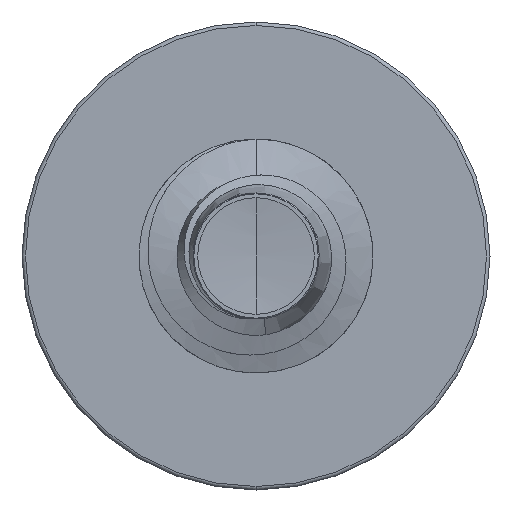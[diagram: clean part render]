
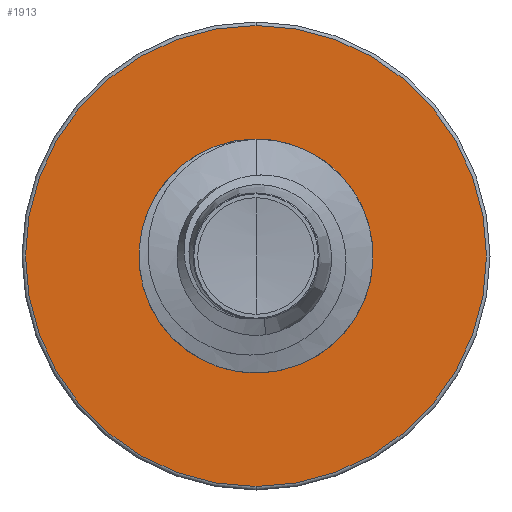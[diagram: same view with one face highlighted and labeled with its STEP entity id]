
A CAD part, front view. The second image highlights one B-rep face of the part: STEP entity #1913.
In plain terms, the highlighted planar face has unit normal (0, -1, 0).
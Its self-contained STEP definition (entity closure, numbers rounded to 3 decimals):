
#152 = ORIENTED_EDGE ( 'NONE', *, *, #6574, .T. ) ;
#170 = DIRECTION ( 'NONE',  ( 0., 0., 1. ) ) ;
#191 = EDGE_LOOP ( 'NONE', ( #152, #8638 ) ) ;
#611 = EDGE_CURVE ( 'NONE', #11136, #7087, #4184, .T. ) ;
#714 = DIRECTION ( 'NONE',  ( 0., 1., 0. ) ) ;
#1339 = VERTEX_POINT ( 'NONE', #8983 ) ;
#1744 = AXIS2_PLACEMENT_3D ( 'NONE', #11253, #5706, #170 ) ;
#1879 = VERTEX_POINT ( 'NONE', #7743 ) ;
#1913 = ADVANCED_FACE ( 'NONE', ( #7063, #9543 ), #8094, .F. ) ;
#2287 = ORIENTED_EDGE ( 'NONE', *, *, #611, .F. ) ;
#2835 = AXIS2_PLACEMENT_3D ( 'NONE', #6233, #714, #7177 ) ;
#3258 = DIRECTION ( 'NONE',  ( 0., 0., 1. ) ) ;
#3537 = CARTESIAN_POINT ( 'NONE',  ( 0., 7.5, 4.925 ) ) ;
#4184 = CIRCLE ( 'NONE', #5314, 4.925 ) ;
#4210 = CARTESIAN_POINT ( 'NONE',  ( 0., 7.5, 0. ) ) ;
#4288 = CIRCLE ( 'NONE', #9791, 2.165 ) ;
#5023 = CIRCLE ( 'NONE', #2835, 2.165 ) ;
#5118 = DIRECTION ( 'NONE',  ( 0., 0., 1. ) ) ;
#5314 = AXIS2_PLACEMENT_3D ( 'NONE', #11676, #11703, #3258 ) ;
#5706 = DIRECTION ( 'NONE',  ( 0., 1., 0. ) ) ;
#6233 = CARTESIAN_POINT ( 'NONE',  ( 0., 7.5, 0. ) ) ;
#6574 = EDGE_CURVE ( 'NONE', #1879, #1339, #5023, .T. ) ;
#6963 = AXIS2_PLACEMENT_3D ( 'NONE', #8815, #9633, #10142 ) ;
#7063 = FACE_OUTER_BOUND ( 'NONE', #11834, .T. ) ;
#7087 = VERTEX_POINT ( 'NONE', #8344 ) ;
#7177 = DIRECTION ( 'NONE',  ( 0., 0., 1. ) ) ;
#7743 = CARTESIAN_POINT ( 'NONE',  ( 0., 7.5, 2.165 ) ) ;
#8094 = PLANE ( 'NONE',  #6963 ) ;
#8133 = EDGE_CURVE ( 'NONE', #7087, #11136, #10078, .T. ) ;
#8344 = CARTESIAN_POINT ( 'NONE',  ( 0., 7.5, -4.925 ) ) ;
#8544 = EDGE_CURVE ( 'NONE', #1339, #1879, #4288, .T. ) ;
#8638 = ORIENTED_EDGE ( 'NONE', *, *, #8544, .T. ) ;
#8815 = CARTESIAN_POINT ( 'NONE',  ( 0., 7.5, -2.165 ) ) ;
#8983 = CARTESIAN_POINT ( 'NONE',  ( 0., 7.5, -2.165 ) ) ;
#9543 = FACE_BOUND ( 'NONE', #191, .T. ) ;
#9633 = DIRECTION ( 'NONE',  ( 0., 1., 0. ) ) ;
#9791 = AXIS2_PLACEMENT_3D ( 'NONE', #4210, #10667, #5118 ) ;
#10014 = ORIENTED_EDGE ( 'NONE', *, *, #8133, .F. ) ;
#10078 = CIRCLE ( 'NONE', #1744, 4.925 ) ;
#10142 = DIRECTION ( 'NONE',  ( 0., 0., 1. ) ) ;
#10667 = DIRECTION ( 'NONE',  ( 0., 1., 0. ) ) ;
#11136 = VERTEX_POINT ( 'NONE', #3537 ) ;
#11253 = CARTESIAN_POINT ( 'NONE',  ( 0., 7.5, 0. ) ) ;
#11676 = CARTESIAN_POINT ( 'NONE',  ( 0., 7.5, 0. ) ) ;
#11703 = DIRECTION ( 'NONE',  ( 0., 1., 0. ) ) ;
#11834 = EDGE_LOOP ( 'NONE', ( #2287, #10014 ) ) ;
